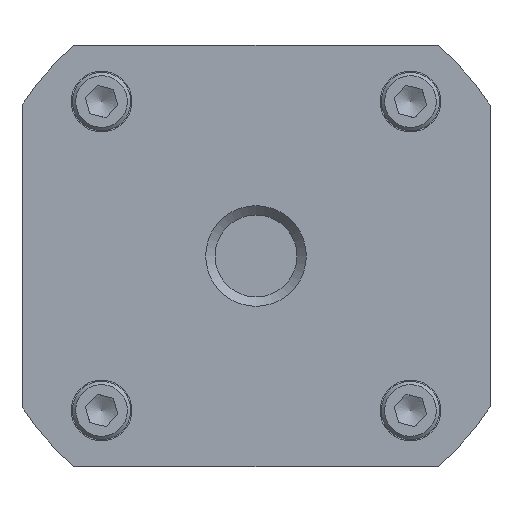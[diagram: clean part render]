
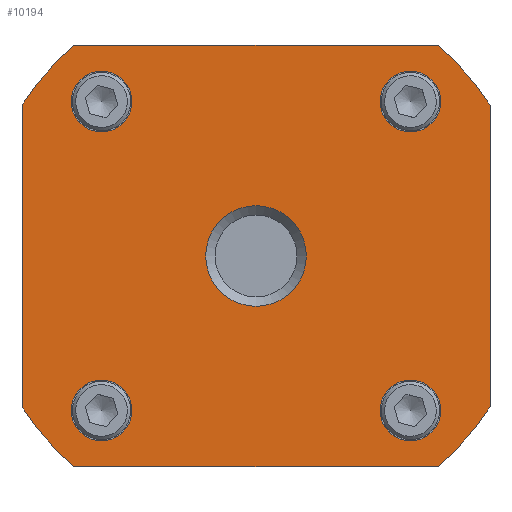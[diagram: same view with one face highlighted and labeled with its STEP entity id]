
A CAD part, front view. The second image highlights one B-rep face of the part: STEP entity #10194.
In plain terms, the highlighted planar face has unit normal (0, -1, 0).
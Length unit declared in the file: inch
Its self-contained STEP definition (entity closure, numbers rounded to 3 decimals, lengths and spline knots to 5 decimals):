
#9608=CARTESIAN_POINT('',(0.97316,0.,1.125));
#9609=VERTEX_POINT('',#9608);
#9618=CARTESIAN_POINT('',(1.25,0.,0.80632));
#9619=VERTEX_POINT('',#9618);
#9620=CARTESIAN_POINT('',(0.0,0.0,0.0));
#9621=DIRECTION('',(0.0,1.0,0.0));
#9622=DIRECTION('',(1.0,0.0,0.0));
#9623=AXIS2_PLACEMENT_3D('',#9620,#9621,#9622);
#9624=CIRCLE('',#9623,1.4875);
#9625=EDGE_CURVE('',#9609,#9619,#9624,.T.);
#9650=CARTESIAN_POINT('',(1.25,0.,-0.80632));
#9651=VERTEX_POINT('',#9650);
#9660=CARTESIAN_POINT('',(0.97316,0.,-1.125));
#9661=VERTEX_POINT('',#9660);
#9662=CARTESIAN_POINT('',(0.0,0.0,0.0));
#9663=DIRECTION('',(0.0,1.0,0.0));
#9664=DIRECTION('',(1.0,0.0,0.0));
#9665=AXIS2_PLACEMENT_3D('',#9662,#9663,#9664);
#9666=CIRCLE('',#9665,1.4875);
#9667=EDGE_CURVE('',#9651,#9661,#9666,.T.);
#9692=CARTESIAN_POINT('',(-0.97316,0.,-1.125));
#9693=VERTEX_POINT('',#9692);
#9702=CARTESIAN_POINT('',(-1.25,0.,-0.80632));
#9703=VERTEX_POINT('',#9702);
#9704=CARTESIAN_POINT('',(0.0,0.0,0.0));
#9705=DIRECTION('',(0.0,1.0,0.0));
#9706=DIRECTION('',(1.0,0.0,0.0));
#9707=AXIS2_PLACEMENT_3D('',#9704,#9705,#9706);
#9708=CIRCLE('',#9707,1.4875);
#9709=EDGE_CURVE('',#9693,#9703,#9708,.T.);
#9734=CARTESIAN_POINT('',(-1.25,0.,0.80632));
#9735=VERTEX_POINT('',#9734);
#9744=CARTESIAN_POINT('',(-0.97316,0.,1.125));
#9745=VERTEX_POINT('',#9744);
#9746=CARTESIAN_POINT('',(0.0,0.0,0.0));
#9747=DIRECTION('',(0.0,1.0,0.0));
#9748=DIRECTION('',(1.0,0.0,0.0));
#9749=AXIS2_PLACEMENT_3D('',#9746,#9747,#9748);
#9750=CIRCLE('',#9749,1.4875);
#9751=EDGE_CURVE('',#9735,#9745,#9750,.T.);
#9777=CARTESIAN_POINT('',(-0.97316,0.,1.125));
#9778=DIRECTION('',(1.0,0.0,0.0));
#9779=VECTOR('',#9778,1.94631);
#9780=LINE('',#9777,#9779);
#9781=EDGE_CURVE('',#9745,#9609,#9780,.T.);
#9819=CARTESIAN_POINT('',(-0.9875,0.,0.825));
#9820=VERTEX_POINT('',#9819);
#9821=CARTESIAN_POINT('',(-0.825,0.,0.825));
#9822=DIRECTION('',(0.0,1.0,0.0));
#9823=DIRECTION('',(-1.0,0.0,0.0));
#9824=AXIS2_PLACEMENT_3D('',#9821,#9822,#9823);
#9825=CIRCLE('',#9824,0.1625);
#9826=EDGE_CURVE('',#9820,#9820,#9825,.T.);
#9868=CARTESIAN_POINT('',(0.6625,0.,0.825));
#9869=VERTEX_POINT('',#9868);
#9870=CARTESIAN_POINT('',(0.825,0.,0.825));
#9871=DIRECTION('',(0.0,1.0,0.0));
#9872=DIRECTION('',(-1.0,0.0,0.0));
#9873=AXIS2_PLACEMENT_3D('',#9870,#9871,#9872);
#9874=CIRCLE('',#9873,0.1625);
#9875=EDGE_CURVE('',#9869,#9869,#9874,.T.);
#9917=CARTESIAN_POINT('',(-0.9875,0.,-0.825));
#9918=VERTEX_POINT('',#9917);
#9919=CARTESIAN_POINT('',(-0.825,0.,-0.825));
#9920=DIRECTION('',(0.0,1.0,0.0));
#9921=DIRECTION('',(-1.0,0.0,0.0));
#9922=AXIS2_PLACEMENT_3D('',#9919,#9920,#9921);
#9923=CIRCLE('',#9922,0.1625);
#9924=EDGE_CURVE('',#9918,#9918,#9923,.T.);
#9958=CARTESIAN_POINT('',(0.6625,0.,-0.825));
#9959=VERTEX_POINT('',#9958);
#9960=CARTESIAN_POINT('',(0.825,0.,-0.825));
#9961=DIRECTION('',(0.0,1.0,0.0));
#9962=DIRECTION('',(-1.0,0.0,0.0));
#9963=AXIS2_PLACEMENT_3D('',#9960,#9961,#9962);
#9964=CIRCLE('',#9963,0.1625);
#9965=EDGE_CURVE('',#9959,#9959,#9964,.T.);
#9979=CARTESIAN_POINT('',(1.25,0.,0.80632));
#9980=DIRECTION('',(0.0,0.0,-1.0));
#9981=VECTOR('',#9980,1.61265);
#9982=LINE('',#9979,#9981);
#9983=EDGE_CURVE('',#9619,#9651,#9982,.T.);
#10044=CARTESIAN_POINT('',(-1.25,0.,-0.80632));
#10045=DIRECTION('',(0.0,0.0,1.0));
#10046=VECTOR('',#10045,1.61265);
#10047=LINE('',#10044,#10046);
#10048=EDGE_CURVE('',#9703,#9735,#10047,.T.);
#10109=CARTESIAN_POINT('',(0.97316,0.,-1.125));
#10110=DIRECTION('',(-1.0,0.0,0.0));
#10111=VECTOR('',#10110,1.94631);
#10112=LINE('',#10109,#10111);
#10113=EDGE_CURVE('',#9661,#9693,#10112,.T.);
#10156=CARTESIAN_POINT('',(0.,0.,0.));
#10157=DIRECTION('',(0.0,1.0,0.0));
#10158=DIRECTION('',(0.0,0.0,-1.0));
#10159=AXIS2_PLACEMENT_3D('',#10156,#10157,#10158);
#10160=PLANE('',#10159);
#10161=ORIENTED_EDGE('',*,*,#9625,.F.);
#10162=ORIENTED_EDGE('',*,*,#9781,.F.);
#10163=ORIENTED_EDGE('',*,*,#9751,.F.);
#10164=ORIENTED_EDGE('',*,*,#10048,.F.);
#10165=ORIENTED_EDGE('',*,*,#9709,.F.);
#10166=ORIENTED_EDGE('',*,*,#10113,.F.);
#10167=ORIENTED_EDGE('',*,*,#9667,.F.);
#10168=ORIENTED_EDGE('',*,*,#9983,.F.);
#10169=EDGE_LOOP('',(#10161,#10162,#10163,#10164,#10165,#10166,#10167,#10168));
#10170=FACE_OUTER_BOUND('',#10169,.T.);
#10171=ORIENTED_EDGE('',*,*,#9826,.T.);
#10172=EDGE_LOOP('',(#10171));
#10173=FACE_BOUND('',#10172,.T.);
#10174=ORIENTED_EDGE('',*,*,#9875,.T.);
#10175=EDGE_LOOP('',(#10174));
#10176=FACE_BOUND('',#10175,.T.);
#10177=ORIENTED_EDGE('',*,*,#9924,.T.);
#10178=EDGE_LOOP('',(#10177));
#10179=FACE_BOUND('',#10178,.T.);
#10180=ORIENTED_EDGE('',*,*,#9965,.T.);
#10181=EDGE_LOOP('',(#10180));
#10182=FACE_BOUND('',#10181,.T.);
#10183=CARTESIAN_POINT('',(-0.26875,0.,0.));
#10184=VERTEX_POINT('',#10183);
#10185=CARTESIAN_POINT('',(0.0,0.0,0.0));
#10186=DIRECTION('',(0.0,-1.0,0.0));
#10187=DIRECTION('',(1.0,0.0,0.0));
#10188=AXIS2_PLACEMENT_3D('',#10185,#10186,#10187);
#10189=CIRCLE('',#10188,0.26875);
#10190=EDGE_CURVE('',#10184,#10184,#10189,.T.);
#10191=ORIENTED_EDGE('',*,*,#10190,.F.);
#10192=EDGE_LOOP('',(#10191));
#10193=FACE_BOUND('',#10192,.T.);
#10194=ADVANCED_FACE('',(#10170,#10173,#10176,#10179,#10182,#10193),#10160,.F.);
